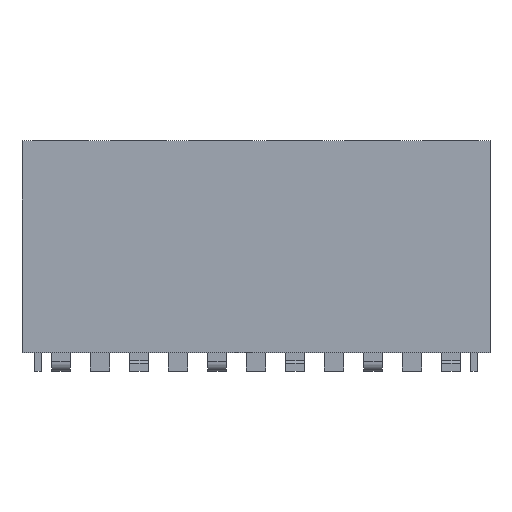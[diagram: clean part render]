
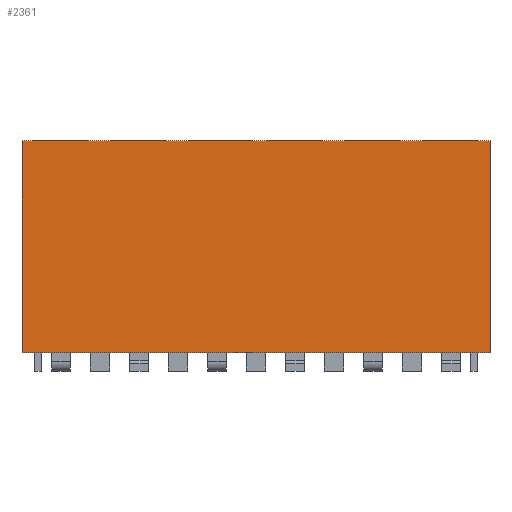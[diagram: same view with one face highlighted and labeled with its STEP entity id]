
A CAD part, top view. The second image highlights one B-rep face of the part: STEP entity #2361.
In plain terms, the highlighted planar face has unit normal (0, 0, 1).
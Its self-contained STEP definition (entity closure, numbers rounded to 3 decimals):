
#252=ORIENTED_EDGE('',*,*,#742,.T.);
#253=ORIENTED_EDGE('',*,*,#879,.F.);
#254=ORIENTED_EDGE('',*,*,#790,.F.);
#255=ORIENTED_EDGE('',*,*,#878,.T.);
#742=EDGE_CURVE('',#1071,#1070,#1278,.T.);
#790=EDGE_CURVE('',#1118,#1119,#1326,.T.);
#878=EDGE_CURVE('',#1118,#1071,#1414,.T.);
#879=EDGE_CURVE('',#1119,#1070,#1415,.T.);
#1070=VERTEX_POINT('',#3305);
#1071=VERTEX_POINT('',#3307);
#1118=VERTEX_POINT('',#3402);
#1119=VERTEX_POINT('',#3404);
#1278=LINE('',#3306,#1602);
#1326=LINE('',#3403,#1650);
#1414=LINE('',#3578,#1738);
#1415=LINE('',#3580,#1739);
#1602=VECTOR('',#2667,1000.);
#1650=VECTOR('',#2717,1000.);
#1738=VECTOR('',#2857,1000.);
#1739=VECTOR('',#2860,1000.);
#1941=EDGE_LOOP('',(#252,#253,#254,#255));
#2095=FACE_BOUND('',#1941,.T.);
#2232=PLANE('',#2519);
#2361=ADVANCED_FACE('',(#2095),#2232,.F.);
#2519=AXIS2_PLACEMENT_3D('',#3579,#2858,#2859);
#2667=DIRECTION('',(1.,0.,0.));
#2717=DIRECTION('',(1.,0.,0.));
#2857=DIRECTION('',(0.,-1.,0.));
#2858=DIRECTION('',(0.,0.,-1.));
#2859=DIRECTION('',(-1.,0.,0.));
#2860=DIRECTION('',(0.,-1.,0.));
#3305=CARTESIAN_POINT('',(15.24,0.,1.27));
#3306=CARTESIAN_POINT('',(0.,0.,1.27));
#3307=CARTESIAN_POINT('',(0.,0.,1.27));
#3402=CARTESIAN_POINT('',(0.,6.9,1.27));
#3403=CARTESIAN_POINT('',(0.,6.9,1.27));
#3404=CARTESIAN_POINT('',(15.24,6.9,1.27));
#3578=CARTESIAN_POINT('',(0.,6.9,1.27));
#3579=CARTESIAN_POINT('',(0.,6.9,1.27));
#3580=CARTESIAN_POINT('',(15.24,6.9,1.27));
